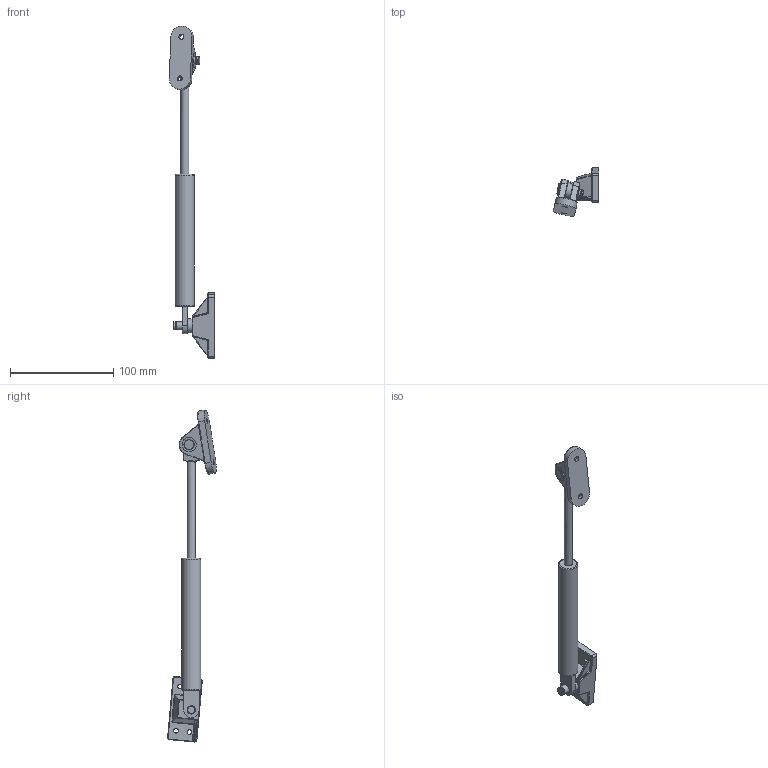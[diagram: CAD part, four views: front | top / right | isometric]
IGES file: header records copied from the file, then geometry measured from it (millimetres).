
Global section: file name: 700012.stp.ipt; native system: Autodesk Inventor 2014; preprocessor: unknown; author: zeman; date: 20151016.131522; units: millimetre
Bounding box: 44.02 x 47.33 x 322.13 mm (x, y, z)
Volume: 67781.6 mm3; surface area: 34263.5 mm2
Topology: 6 solids, 6 shells, 310 faces, 794 edges, 496 vertices
Faces by surface type: plane 129, revolution 76, cylinder 62, bspline 32, cone 7, sphere 4
Full cylindrical faces by diameter (mm): 6.8 x2, 8 x9, 10 x2, 13.5 x1, 14 x2, 18.7 x1
